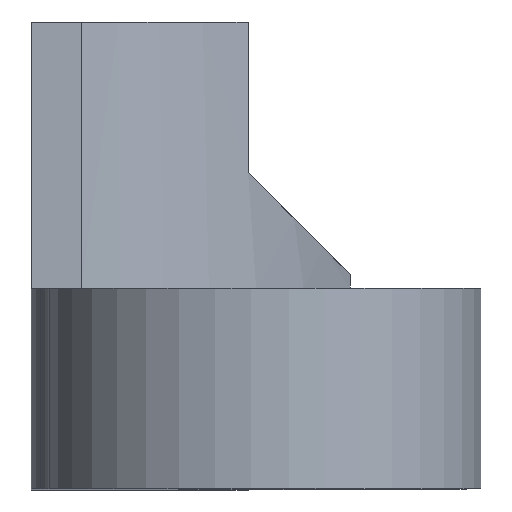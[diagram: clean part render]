
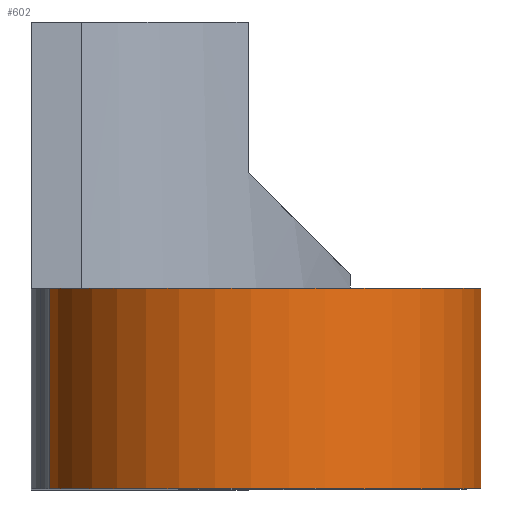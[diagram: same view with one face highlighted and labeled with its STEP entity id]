
A CAD part, top view. The second image highlights one B-rep face of the part: STEP entity #602.
In plain terms, the highlighted cylindrical face has radius 6.5 mm (diameter 13 mm), a partial arc.
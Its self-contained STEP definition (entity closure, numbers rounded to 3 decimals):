
#46=CIRCLE('',#660,6.5);
#49=CIRCLE('',#665,6.5);
#67=CYLINDRICAL_SURFACE('',#677,6.5);
#98=FACE_OUTER_BOUND('',#138,.T.);
#138=EDGE_LOOP('',(#551,#552,#553,#554));
#170=LINE('',#956,#224);
#189=LINE('',#1014,#243);
#224=VECTOR('',#777,10.);
#243=VECTOR('',#836,3.);
#280=VERTEX_POINT('',#953);
#281=VERTEX_POINT('',#955);
#293=VERTEX_POINT('',#989);
#298=VERTEX_POINT('',#1004);
#351=EDGE_CURVE('',#280,#281,#170,.T.);
#369=EDGE_CURVE('',#293,#280,#46,.T.);
#376=EDGE_CURVE('',#281,#298,#49,.T.);
#381=EDGE_CURVE('',#298,#293,#189,.T.);
#551=ORIENTED_EDGE('',*,*,#351,.F.);
#552=ORIENTED_EDGE('',*,*,#369,.F.);
#553=ORIENTED_EDGE('',*,*,#381,.F.);
#554=ORIENTED_EDGE('',*,*,#376,.F.);
#602=ADVANCED_FACE('',(#98),#67,.T.);
#660=AXIS2_PLACEMENT_3D('',#991,#810,#811);
#665=AXIS2_PLACEMENT_3D('',#1005,#824,#825);
#677=AXIS2_PLACEMENT_3D('',#1027,#854,#855);
#777=DIRECTION('',(0.,-1.,0.));
#810=DIRECTION('center_axis',(0.,1.,0.));
#811=DIRECTION('ref_axis',(1.,0.,0.));
#824=DIRECTION('center_axis',(0.,-1.,0.));
#825=DIRECTION('ref_axis',(1.,0.,0.));
#836=DIRECTION('',(0.,1.,0.));
#854=DIRECTION('center_axis',(0.,1.,0.));
#855=DIRECTION('ref_axis',(1.,0.,0.));
#953=CARTESIAN_POINT('',(93.262,-70.,371.327));
#955=CARTESIAN_POINT('',(93.262,-76.,371.327));
#956=CARTESIAN_POINT('',(93.262,-74.,371.327));
#989=CARTESIAN_POINT('',(81.46,-70.,375.877));
#991=CARTESIAN_POINT('Origin',(87.9,-70.,375.));
#1004=CARTESIAN_POINT('',(81.46,-76.,375.877));
#1005=CARTESIAN_POINT('Origin',(87.9,-76.,375.));
#1014=CARTESIAN_POINT('',(81.46,-69.25,375.877));
#1027=CARTESIAN_POINT('Origin',(87.9,-74.,375.));
